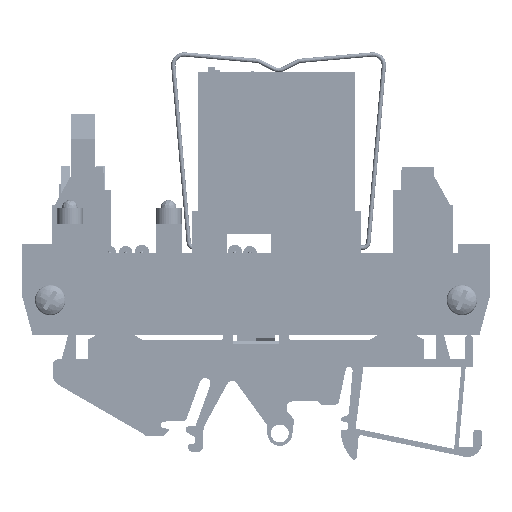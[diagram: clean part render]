
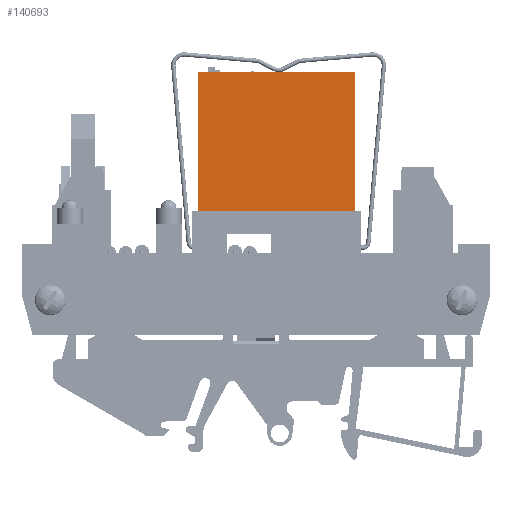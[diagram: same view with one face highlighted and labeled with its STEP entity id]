
A CAD part, left-side view. The second image highlights one B-rep face of the part: STEP entity #140693.
In plain terms, the highlighted planar face has unit normal (-1, 0, 0).
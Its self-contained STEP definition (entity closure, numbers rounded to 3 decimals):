
#140666=AXIS2_PLACEMENT_3D('Plane Axis2P3D',#140663,#140664,#140665) ;
#139444=CARTESIAN_POINT('Vertex',(3.95,53.931,45.952)) ;
#139451=CARTESIAN_POINT('Vertex',(3.95,24.931,45.952)) ;
#139454=CARTESIAN_POINT('Line Origine',(3.95,39.431,45.952)) ;
#140663=CARTESIAN_POINT('Axis2P3D Location',(3.95,53.931,45.952)) ;
#140668=CARTESIAN_POINT('Line Origine',(3.95,39.431,71.552)) ;
#140672=CARTESIAN_POINT('Vertex',(3.95,24.931,71.552)) ;
#140674=CARTESIAN_POINT('Vertex',(3.95,53.931,71.552)) ;
#140677=CARTESIAN_POINT('Line Origine',(3.95,53.931,58.752)) ;
#140682=CARTESIAN_POINT('Line Origine',(3.95,24.931,58.752)) ;
#139455=DIRECTION('Vector Direction',(0.,1.,0.)) ;
#140664=DIRECTION('Axis2P3D Direction',(1.,0.,0.)) ;
#140665=DIRECTION('Axis2P3D XDirection',(0.,0.,-1.)) ;
#140669=DIRECTION('Vector Direction',(0.,1.,0.)) ;
#140678=DIRECTION('Vector Direction',(0.,0.,1.)) ;
#140683=DIRECTION('Vector Direction',(0.,0.,-1.)) ;
#139456=VECTOR('Line Direction',#139455,1.) ;
#140670=VECTOR('Line Direction',#140669,1.) ;
#140679=VECTOR('Line Direction',#140678,1.) ;
#140684=VECTOR('Line Direction',#140683,1.) ;
#140688=ORIENTED_EDGE('',*,*,#140676,.T.) ;
#140689=ORIENTED_EDGE('',*,*,#140681,.F.) ;
#140690=ORIENTED_EDGE('',*,*,#139458,.F.) ;
#140691=ORIENTED_EDGE('',*,*,#140686,.F.) ;
#140693=ADVANCED_FACE('NONE',(#140692),#140667,.F.) ;
#139458=EDGE_CURVE('',#139452,#139445,#139457,.T.) ;
#140676=EDGE_CURVE('',#140673,#140675,#140671,.T.) ;
#140681=EDGE_CURVE('',#139445,#140675,#140680,.T.) ;
#140686=EDGE_CURVE('',#140673,#139452,#140685,.T.) ;
#140687=EDGE_LOOP('',(#140688,#140689,#140690,#140691)) ;
#140692=FACE_OUTER_BOUND('',#140687,.T.) ;
#139457=LINE('Line',#139454,#139456) ;
#140671=LINE('Line',#140668,#140670) ;
#140680=LINE('Line',#140677,#140679) ;
#140685=LINE('Line',#140682,#140684) ;
#140667=PLANE('',#140666) ;
#139445=VERTEX_POINT('',#139444) ;
#139452=VERTEX_POINT('',#139451) ;
#140673=VERTEX_POINT('',#140672) ;
#140675=VERTEX_POINT('',#140674) ;
